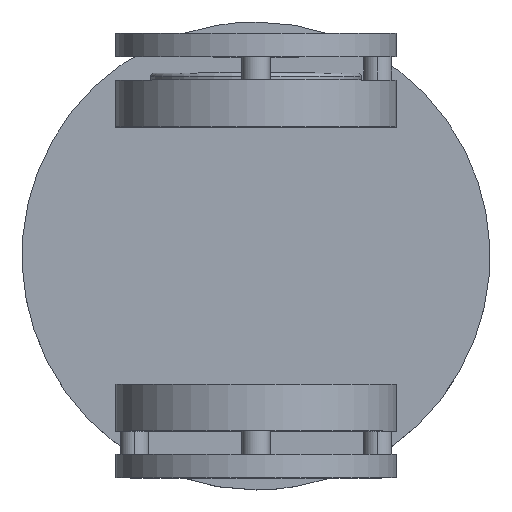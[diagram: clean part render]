
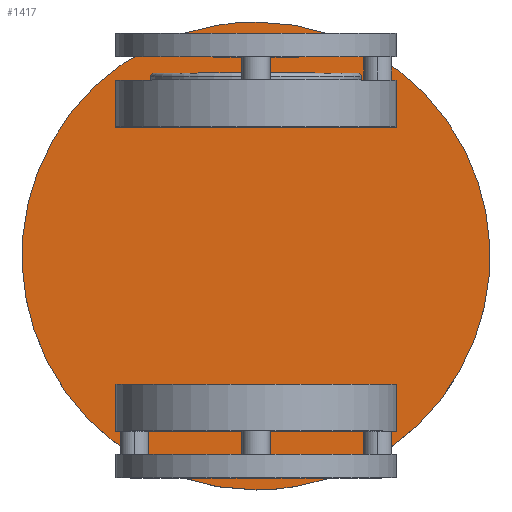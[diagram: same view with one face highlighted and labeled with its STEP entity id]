
A CAD part, top view. The second image highlights one B-rep face of the part: STEP entity #1417.
In plain terms, the highlighted planar face has unit normal (0, 0, 1).
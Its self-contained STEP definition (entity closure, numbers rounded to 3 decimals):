
#48 = CARTESIAN_POINT ( 'NONE',  ( 0., 100., -80. ) ) ;
#73 = EDGE_CURVE ( 'NONE', #597, #349, #1857, .T. ) ;
#98 = EDGE_LOOP ( 'NONE', ( #392, #241 ) ) ;
#241 = ORIENTED_EDGE ( 'NONE', *, *, #499, .F. ) ;
#349 = VERTEX_POINT ( 'NONE', #356 ) ;
#356 = CARTESIAN_POINT ( 'NONE',  ( 0., -100., -80. ) ) ;
#392 = ORIENTED_EDGE ( 'NONE', *, *, #73, .F. ) ;
#499 = EDGE_CURVE ( 'NONE', #349, #597, #1050, .T. ) ;
#597 = VERTEX_POINT ( 'NONE', #48 ) ;
#681 = PLANE ( 'NONE',  #2339 ) ;
#704 = CARTESIAN_POINT ( 'NONE',  ( 100., 100., -80. ) ) ;
#719 = CARTESIAN_POINT ( 'NONE',  ( 0., 100., -80. ) ) ;
#841 = DIRECTION ( 'NONE',  ( 0., 0., 1. ) ) ;
#927 = CARTESIAN_POINT ( 'NONE',  ( 100., -100., -80. ) ) ;
#958 = CARTESIAN_POINT ( 'NONE',  ( 0., 100., -80. ) ) ;
#970 = CARTESIAN_POINT ( 'NONE',  ( -100., 0., -80. ) ) ;
#1035 = DIRECTION ( 'NONE',  ( 0., -1., 0. ) ) ;
#1049 = FACE_OUTER_BOUND ( 'NONE', #98, .T. ) ;
#1050 =( BOUNDED_CURVE ( )  B_SPLINE_CURVE ( 2, ( #1720, #1181, #970, #1698, #958 ),
 .UNSPECIFIED., .F., .F. ) 
 B_SPLINE_CURVE_WITH_KNOTS ( ( 3, 2, 3 ),
 ( -628.319, -471.239, -314.159 ),
 .UNSPECIFIED. ) 
 CURVE ( )  GEOMETRIC_REPRESENTATION_ITEM ( )  RATIONAL_B_SPLINE_CURVE ( ( 1., 0.707, 1., 0.707, 1. ) ) 
 REPRESENTATION_ITEM ( '' )  );
#1181 = CARTESIAN_POINT ( 'NONE',  ( -100., -100., -80. ) ) ;
#1299 = CARTESIAN_POINT ( 'NONE',  ( 0., -100., -80. ) ) ;
#1417 = ADVANCED_FACE ( 'NONE', ( #1049 ), #681, .T. ) ;
#1441 = CARTESIAN_POINT ( 'NONE',  ( 100., 0., -80. ) ) ;
#1560 = CARTESIAN_POINT ( 'NONE',  ( -125., -125., -80. ) ) ;
#1698 = CARTESIAN_POINT ( 'NONE',  ( -100., 100., -80. ) ) ;
#1720 = CARTESIAN_POINT ( 'NONE',  ( 0., -100., -80. ) ) ;
#1857 =( BOUNDED_CURVE ( )  B_SPLINE_CURVE ( 2, ( #719, #704, #1441, #927, #1299 ),
 .UNSPECIFIED., .F., .T. ) 
 B_SPLINE_CURVE_WITH_KNOTS ( ( 3, 2, 3 ),
 ( -314.159, -157.08, 0. ),
 .UNSPECIFIED. ) 
 CURVE ( )  GEOMETRIC_REPRESENTATION_ITEM ( )  RATIONAL_B_SPLINE_CURVE ( ( 1., 0.707, 1., 0.707, 1. ) ) 
 REPRESENTATION_ITEM ( '' )  );
#2339 = AXIS2_PLACEMENT_3D ( 'NONE', #1560, #841, #1035 ) ;
